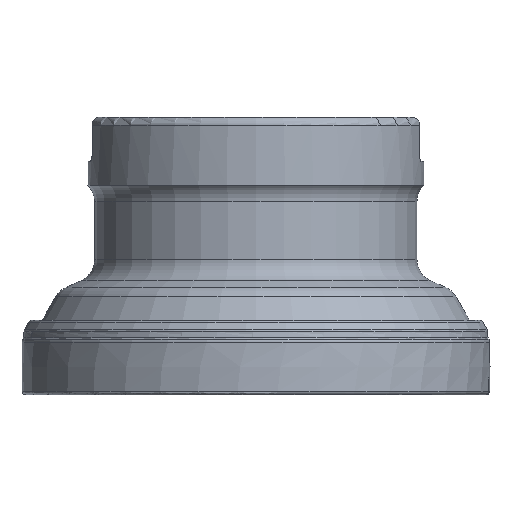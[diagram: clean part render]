
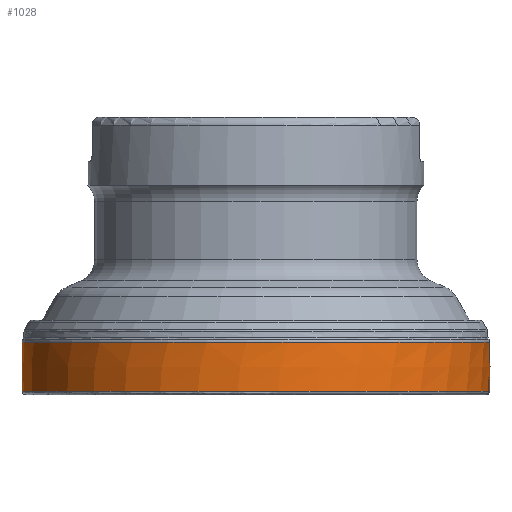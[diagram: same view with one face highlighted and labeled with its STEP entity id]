
A CAD part, front view. The second image highlights one B-rep face of the part: STEP entity #1028.
In plain terms, the highlighted face is a revolution surface.
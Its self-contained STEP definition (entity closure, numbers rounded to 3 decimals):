
#118=SURFACE_OF_REVOLUTION('',#4581,#139);
#139=AXIS1_PLACEMENT('',#17862,#5300);
#532=FACE_BOUND('',#1663,.T.);
#533=FACE_BOUND('',#1664,.T.);
#717=CIRCLE('',#4807,50.8);
#718=CIRCLE('',#4808,50.8);
#1028=ADVANCED_FACE('',(#532,#533),#118,.F.);
#1663=EDGE_LOOP('',(#3035));
#1664=EDGE_LOOP('',(#3036));
#3035=ORIENTED_EDGE('',*,*,#4098,.T.);
#3036=ORIENTED_EDGE('',*,*,#4099,.F.);
#3448=VERTEX_POINT('',#17837);
#3449=VERTEX_POINT('',#17847);
#4098=EDGE_CURVE('',#3448,#3448,#717,.T.);
#4099=EDGE_CURVE('',#3449,#3449,#718,.T.);
#4581=B_SPLINE_CURVE_WITH_KNOTS('',3,(#17848,#17849,#17850,#17851,#17852,
#17853,#17854,#17855,#17856,#17857,#17858,#17859,#17860,#17861),
 .UNSPECIFIED.,.F.,.F.,(4,1,1,1,1,1,1,1,1,1,1,4),(0.,0.033,
0.069,0.139,0.209,0.244,
0.28,0.35,0.491,0.631,
0.772,1.),.UNSPECIFIED.);
#4807=AXIS2_PLACEMENT_3D('',#17836,#5295,#5296);
#4808=AXIS2_PLACEMENT_3D('',#17846,#5298,#5299);
#5295=DIRECTION('',(0.,0.,1.));
#5296=DIRECTION('',(1.,0.,0.));
#5298=DIRECTION('',(0.,0.,1.));
#5299=DIRECTION('',(1.,0.,0.));
#5300=DIRECTION('',(0.,0.,1.));
#17836=CARTESIAN_POINT('',(0.,0.,11.411));
#17837=CARTESIAN_POINT('',(50.8,0.,11.411));
#17846=CARTESIAN_POINT('',(0.,0.,0.762));
#17847=CARTESIAN_POINT('',(50.8,0.,0.762));
#17848=CARTESIAN_POINT('',(50.524,-5.293,0.762));
#17849=CARTESIAN_POINT('',(50.528,-5.276,0.883));
#17850=CARTESIAN_POINT('',(50.538,-5.241,1.131));
#17851=CARTESIAN_POINT('',(50.557,-5.17,1.634));
#17852=CARTESIAN_POINT('',(50.581,-5.06,2.268));
#17853=CARTESIAN_POINT('',(50.604,-4.926,2.897));
#17854=CARTESIAN_POINT('',(50.622,-4.804,3.397));
#17855=CARTESIAN_POINT('',(50.64,-4.672,3.895));
#17856=CARTESIAN_POINT('',(50.668,-4.438,4.765));
#17857=CARTESIAN_POINT('',(50.701,-4.105,6.008));
#17858=CARTESIAN_POINT('',(50.728,-3.706,7.5));
#17859=CARTESIAN_POINT('',(50.745,-3.223,9.301));
#17860=CARTESIAN_POINT('',(50.74,-2.874,10.605));
#17861=CARTESIAN_POINT('',(50.73,-2.658,11.411));
#17862=CARTESIAN_POINT('',(0.,0.,0.));
